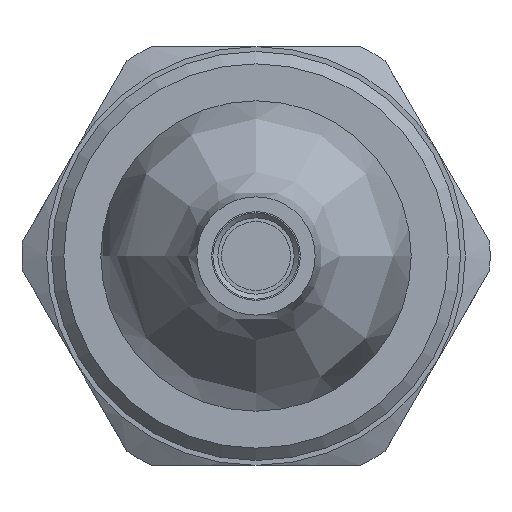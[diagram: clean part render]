
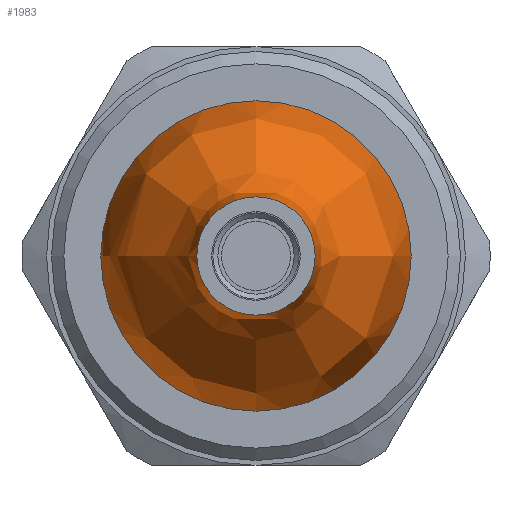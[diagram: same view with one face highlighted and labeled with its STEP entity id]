
A CAD part, front view. The second image highlights one B-rep face of the part: STEP entity #1983.
In plain terms, the highlighted free-form (B-spline) face has degree [3, 3] with [6, 7] control points.
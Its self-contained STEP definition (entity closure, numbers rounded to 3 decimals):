
#13 = DIRECTION ( 'NONE',  ( 0., 1., 0. ) ) ;
#15 = CARTESIAN_POINT ( 'NONE',  ( -3.382, -19.854, 6.764 ) ) ;
#55 = CARTESIAN_POINT ( 'NONE',  ( -3.382, -19.854, 0. ) ) ;
#93 = CARTESIAN_POINT ( 'NONE',  ( -5.874, -18.052, 11.749 ) ) ;
#112 = CARTESIAN_POINT ( 'NONE',  ( -6.3, -15.781, 12.6 ) ) ;
#114 = CARTESIAN_POINT ( 'NONE',  ( -6.3, -15.781, -12.6 ) ) ;
#125 = CARTESIAN_POINT ( 'NONE',  ( 5.874, -18.052, -11.749 ) ) ;
#210 = CARTESIAN_POINT ( 'NONE',  ( -3.382, -19.854, 0. ) ) ;
#235 = CARTESIAN_POINT ( 'NONE',  ( -2.4, -22.639, 0. ) ) ;
#294 = CARTESIAN_POINT ( 'NONE',  ( -3.382, -19.854, -6.764 ) ) ;
#326 = CARTESIAN_POINT ( 'NONE',  ( 5.874, -18.052, 11.749 ) ) ;
#343 = CARTESIAN_POINT ( 'NONE',  ( -2.4, -22.639, 4.8 ) ) ;
#356 = EDGE_CURVE ( 'NONE', #2094, #2094, #995, .T. ) ;
#371 = CIRCLE ( 'NONE', #1888, 2.4 ) ;
#372 = DIRECTION ( 'NONE',  ( -1., 0., 0. ) ) ;
#396 = CARTESIAN_POINT ( 'NONE',  ( -2.4, -21.758, 0. ) ) ;
#422 = CARTESIAN_POINT ( 'NONE',  ( 0., -22.639, 0. ) ) ;
#434 = CARTESIAN_POINT ( 'NONE',  ( 6.3, -15.781, 0. ) ) ;
#435 = CARTESIAN_POINT ( 'NONE',  ( 2.4, -21.758, 4.8 ) ) ;
#502 = CARTESIAN_POINT ( 'NONE',  ( -2.4, -22.639, 0. ) ) ;
#592 = CARTESIAN_POINT ( 'NONE',  ( -6.3, -14.749, -12.6 ) ) ;
#596 = CARTESIAN_POINT ( 'NONE',  ( -5.874, -18.052, -11.749 ) ) ;
#610 = CARTESIAN_POINT ( 'NONE',  ( 3.382, -19.854, 6.764 ) ) ;
#647 = CARTESIAN_POINT ( 'NONE',  ( 6.3, -15.781, -12.6 ) ) ;
#728 = CARTESIAN_POINT ( 'NONE',  ( 2.4, -21.758, 0. ) ) ;
#746 = CARTESIAN_POINT ( 'NONE',  ( -6.3, -14.749, 12.6 ) ) ;
#771 = CARTESIAN_POINT ( 'NONE',  ( 6.3, -14.749, 12.6 ) ) ;
#786 = CARTESIAN_POINT ( 'NONE',  ( -6.3, -15.781, 0. ) ) ;
#877 = CARTESIAN_POINT ( 'NONE',  ( -2.4, -22.639, 0. ) ) ;
#950 = CARTESIAN_POINT ( 'NONE',  ( 3.382, -19.854, -6.764 ) ) ;
#995 = CIRCLE ( 'NONE', #1936, 6.3 ) ;
#1020 = CARTESIAN_POINT ( 'NONE',  ( 0., -14.749, 0. ) ) ;
#1081 = CARTESIAN_POINT ( 'NONE',  ( 3.382, -19.854, 0. ) ) ;
#1106 = FACE_OUTER_BOUND ( 'NONE', #2177, .T. ) ;
#1142 = CARTESIAN_POINT ( 'NONE',  ( 2.4, -22.639, 0. ) ) ;
#1155 = CARTESIAN_POINT ( 'NONE',  ( -5.874, -18.052, 0. ) ) ;
#1164 = CARTESIAN_POINT ( 'NONE',  ( 6.3, -14.749, -12.6 ) ) ;
#1265 = EDGE_CURVE ( 'NONE', #2031, #2031, #371, .T. ) ;
#1301 = FACE_OUTER_BOUND ( 'NONE', #2268, .T. ) ;
#1442 =( BOUNDED_SURFACE ( )  B_SPLINE_SURFACE ( 3, 3, ( 
 ( #2302, #746, #771, #1930, #1164, #592, #2025 ),
 ( #786, #112, #1627, #434, #647, #114, #2189 ),
 ( #1155, #93, #326, #1542, #125, #596, #1854 ),
 ( #210, #15, #610, #1081, #950, #294, #55 ),
 ( #396, #1971, #435, #728, #2311, #1513, #1869 ),
 ( #877, #343, #1948, #1142, #1599, #1761, #235 ) ),
 .UNSPECIFIED., .F., .T., .F. ) 
 B_SPLINE_SURFACE_WITH_KNOTS ( ( 4, 1, 1, 4 ),
 ( 4, 3, 4 ),
 ( 0., 3.095, 6.353, 8.995 ),
 ( 0., 0.5, 1. ),
 .UNSPECIFIED. ) 
 GEOMETRIC_REPRESENTATION_ITEM ( )  RATIONAL_B_SPLINE_SURFACE ( (
 ( 1., 0.333, 0.333, 1., 0.333, 0.333, 1.),
 ( 1., 0.333, 0.333, 1., 0.333, 0.333, 1.),
 ( 1., 0.333, 0.333, 1., 0.333, 0.333, 1.),
 ( 1., 0.333, 0.333, 1., 0.333, 0.333, 1.),
 ( 1., 0.333, 0.333, 1., 0.333, 0.333, 1.),
 ( 1., 0.333, 0.333, 1., 0.333, 0.333, 1.) ) ) 
 REPRESENTATION_ITEM ( '' )  SURFACE ( )  );
#1507 = ORIENTED_EDGE ( 'NONE', *, *, #1265, .T. ) ;
#1513 = CARTESIAN_POINT ( 'NONE',  ( -2.4, -21.758, -4.8 ) ) ;
#1542 = CARTESIAN_POINT ( 'NONE',  ( 5.874, -18.052, 0. ) ) ;
#1594 = DIRECTION ( 'NONE',  ( -1., 0., 0. ) ) ;
#1599 = CARTESIAN_POINT ( 'NONE',  ( 2.4, -22.639, -4.8 ) ) ;
#1627 = CARTESIAN_POINT ( 'NONE',  ( 6.3, -15.781, 12.6 ) ) ;
#1761 = CARTESIAN_POINT ( 'NONE',  ( -2.4, -22.639, -4.8 ) ) ;
#1775 = ORIENTED_EDGE ( 'NONE', *, *, #356, .F. ) ;
#1854 = CARTESIAN_POINT ( 'NONE',  ( -5.874, -18.052, 0. ) ) ;
#1869 = CARTESIAN_POINT ( 'NONE',  ( -2.4, -21.758, 0. ) ) ;
#1888 = AXIS2_PLACEMENT_3D ( 'NONE', #422, #13, #372 ) ;
#1930 = CARTESIAN_POINT ( 'NONE',  ( 6.3, -14.749, 0. ) ) ;
#1936 = AXIS2_PLACEMENT_3D ( 'NONE', #1020, #2017, #1594 ) ;
#1948 = CARTESIAN_POINT ( 'NONE',  ( 2.4, -22.639, 4.8 ) ) ;
#1971 = CARTESIAN_POINT ( 'NONE',  ( -2.4, -21.758, 4.8 ) ) ;
#1983 = ADVANCED_FACE ( 'NONE', ( #1301, #1106 ), #1442, .T. ) ;
#2017 = DIRECTION ( 'NONE',  ( 0., 1., 0. ) ) ;
#2025 = CARTESIAN_POINT ( 'NONE',  ( -6.3, -14.749, 0. ) ) ;
#2031 = VERTEX_POINT ( 'NONE', #502 ) ;
#2094 = VERTEX_POINT ( 'NONE', #2147 ) ;
#2147 = CARTESIAN_POINT ( 'NONE',  ( -6.3, -14.749, 0. ) ) ;
#2177 = EDGE_LOOP ( 'NONE', ( #1775 ) ) ;
#2189 = CARTESIAN_POINT ( 'NONE',  ( -6.3, -15.781, 0. ) ) ;
#2268 = EDGE_LOOP ( 'NONE', ( #1507 ) ) ;
#2302 = CARTESIAN_POINT ( 'NONE',  ( -6.3, -14.749, 0. ) ) ;
#2311 = CARTESIAN_POINT ( 'NONE',  ( 2.4, -21.758, -4.8 ) ) ;
